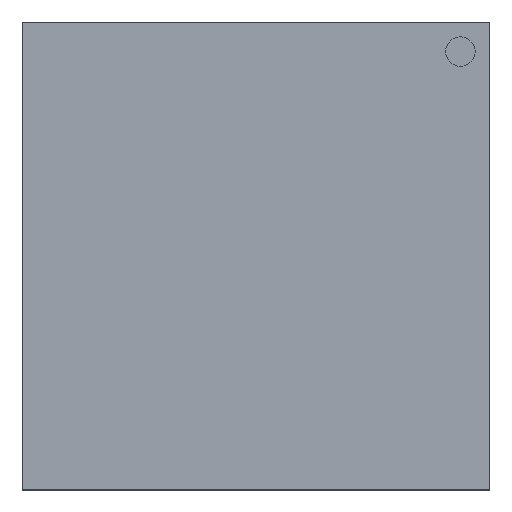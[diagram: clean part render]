
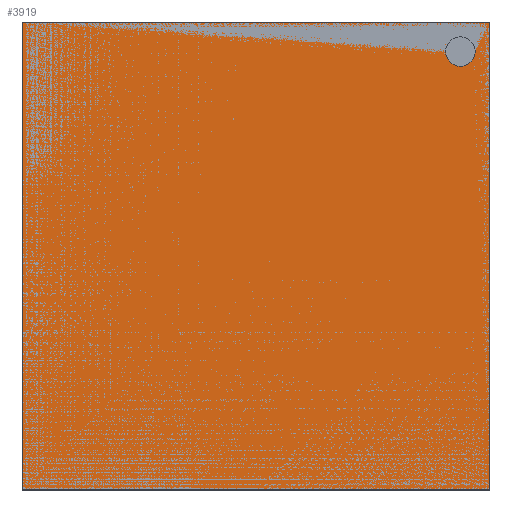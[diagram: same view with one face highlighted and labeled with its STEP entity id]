
A CAD part, top view. The second image highlights one B-rep face of the part: STEP entity #3919.
In plain terms, the highlighted planar face has unit normal (0, 0, 1).
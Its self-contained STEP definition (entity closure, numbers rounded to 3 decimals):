
#3919 = ADVANCED_FACE('',(#3920,#4039),#3934,.T.);
#3920 = FACE_BOUND('',#3921,.T.);
#3921 = EDGE_LOOP('',(#3922,#3957,#3985,#4013));
#3922 = ORIENTED_EDGE('',*,*,#3923,.T.);
#3923 = EDGE_CURVE('',#3924,#3926,#3928,.T.);
#3924 = VERTEX_POINT('',#3925);
#3925 = CARTESIAN_POINT('',(-9.5,9.5,1.53));
#3926 = VERTEX_POINT('',#3927);
#3927 = CARTESIAN_POINT('',(-9.5,-9.5,1.53));
#3928 = SURFACE_CURVE('',#3929,(#3933,#3945),.PCURVE_S1.);
#3929 = LINE('',#3930,#3931);
#3930 = CARTESIAN_POINT('',(-9.5,9.5,1.53));
#3931 = VECTOR('',#3932,1.);
#3932 = DIRECTION('',(0.,-1.,0.));
#3933 = PCURVE('',#3934,#3939);
#3934 = PLANE('',#3935);
#3935 = AXIS2_PLACEMENT_3D('',#3936,#3937,#3938);
#3936 = CARTESIAN_POINT('',(-9.5,9.5,1.53));
#3937 = DIRECTION('',(0.,0.,1.));
#3938 = DIRECTION('',(1.,0.,0.));
#3939 = DEFINITIONAL_REPRESENTATION('',(#3940),#3944);
#3940 = LINE('',#3941,#3942);
#3941 = CARTESIAN_POINT('',(0.,0.));
#3942 = VECTOR('',#3943,1.);
#3943 = DIRECTION('',(0.,-1.));
#3944 = ( GEOMETRIC_REPRESENTATION_CONTEXT(2) 
PARAMETRIC_REPRESENTATION_CONTEXT() REPRESENTATION_CONTEXT('2D SPACE',''
  ) );
#3945 = PCURVE('',#3946,#3951);
#3946 = PLANE('',#3947);
#3947 = AXIS2_PLACEMENT_3D('',#3948,#3949,#3950);
#3948 = CARTESIAN_POINT('',(-9.5,9.5,0.2));
#3949 = DIRECTION('',(-1.,0.,0.));
#3950 = DIRECTION('',(0.,0.,1.));
#3951 = DEFINITIONAL_REPRESENTATION('',(#3952),#3956);
#3952 = LINE('',#3953,#3954);
#3953 = CARTESIAN_POINT('',(1.33,0.));
#3954 = VECTOR('',#3955,1.);
#3955 = DIRECTION('',(0.,-1.));
#3956 = ( GEOMETRIC_REPRESENTATION_CONTEXT(2) 
PARAMETRIC_REPRESENTATION_CONTEXT() REPRESENTATION_CONTEXT('2D SPACE',''
  ) );
#3957 = ORIENTED_EDGE('',*,*,#3958,.T.);
#3958 = EDGE_CURVE('',#3926,#3959,#3961,.T.);
#3959 = VERTEX_POINT('',#3960);
#3960 = CARTESIAN_POINT('',(9.5,-9.5,1.53));
#3961 = SURFACE_CURVE('',#3962,(#3966,#3973),.PCURVE_S1.);
#3962 = LINE('',#3963,#3964);
#3963 = CARTESIAN_POINT('',(-9.5,-9.5,1.53));
#3964 = VECTOR('',#3965,1.);
#3965 = DIRECTION('',(1.,0.,0.));
#3966 = PCURVE('',#3934,#3967);
#3967 = DEFINITIONAL_REPRESENTATION('',(#3968),#3972);
#3968 = LINE('',#3969,#3970);
#3969 = CARTESIAN_POINT('',(0.,-19.));
#3970 = VECTOR('',#3971,1.);
#3971 = DIRECTION('',(1.,0.));
#3972 = ( GEOMETRIC_REPRESENTATION_CONTEXT(2) 
PARAMETRIC_REPRESENTATION_CONTEXT() REPRESENTATION_CONTEXT('2D SPACE',''
  ) );
#3973 = PCURVE('',#3974,#3979);
#3974 = PLANE('',#3975);
#3975 = AXIS2_PLACEMENT_3D('',#3976,#3977,#3978);
#3976 = CARTESIAN_POINT('',(0.,-9.5,0.865));
#3977 = DIRECTION('',(0.,1.,0.));
#3978 = DIRECTION('',(0.,0.,1.));
#3979 = DEFINITIONAL_REPRESENTATION('',(#3980),#3984);
#3980 = LINE('',#3981,#3982);
#3981 = CARTESIAN_POINT('',(0.665,-9.5));
#3982 = VECTOR('',#3983,1.);
#3983 = DIRECTION('',(0.,1.));
#3984 = ( GEOMETRIC_REPRESENTATION_CONTEXT(2) 
PARAMETRIC_REPRESENTATION_CONTEXT() REPRESENTATION_CONTEXT('2D SPACE',''
  ) );
#3985 = ORIENTED_EDGE('',*,*,#3986,.F.);
#3986 = EDGE_CURVE('',#3987,#3959,#3989,.T.);
#3987 = VERTEX_POINT('',#3988);
#3988 = CARTESIAN_POINT('',(9.5,9.5,1.53));
#3989 = SURFACE_CURVE('',#3990,(#3994,#4001),.PCURVE_S1.);
#3990 = LINE('',#3991,#3992);
#3991 = CARTESIAN_POINT('',(9.5,9.5,1.53));
#3992 = VECTOR('',#3993,1.);
#3993 = DIRECTION('',(0.,-1.,0.));
#3994 = PCURVE('',#3934,#3995);
#3995 = DEFINITIONAL_REPRESENTATION('',(#3996),#4000);
#3996 = LINE('',#3997,#3998);
#3997 = CARTESIAN_POINT('',(19.,0.));
#3998 = VECTOR('',#3999,1.);
#3999 = DIRECTION('',(0.,-1.));
#4000 = ( GEOMETRIC_REPRESENTATION_CONTEXT(2) 
PARAMETRIC_REPRESENTATION_CONTEXT() REPRESENTATION_CONTEXT('2D SPACE',''
  ) );
#4001 = PCURVE('',#4002,#4007);
#4002 = PLANE('',#4003);
#4003 = AXIS2_PLACEMENT_3D('',#4004,#4005,#4006);
#4004 = CARTESIAN_POINT('',(9.5,9.5,1.53));
#4005 = DIRECTION('',(1.,0.,0.));
#4006 = DIRECTION('',(0.,0.,-1.));
#4007 = DEFINITIONAL_REPRESENTATION('',(#4008),#4012);
#4008 = LINE('',#4009,#4010);
#4009 = CARTESIAN_POINT('',(0.,0.));
#4010 = VECTOR('',#4011,1.);
#4011 = DIRECTION('',(0.,-1.));
#4012 = ( GEOMETRIC_REPRESENTATION_CONTEXT(2) 
PARAMETRIC_REPRESENTATION_CONTEXT() REPRESENTATION_CONTEXT('2D SPACE',''
  ) );
#4013 = ORIENTED_EDGE('',*,*,#4014,.F.);
#4014 = EDGE_CURVE('',#3924,#3987,#4015,.T.);
#4015 = SURFACE_CURVE('',#4016,(#4020,#4027),.PCURVE_S1.);
#4016 = LINE('',#4017,#4018);
#4017 = CARTESIAN_POINT('',(-9.5,9.5,1.53));
#4018 = VECTOR('',#4019,1.);
#4019 = DIRECTION('',(1.,0.,0.));
#4020 = PCURVE('',#3934,#4021);
#4021 = DEFINITIONAL_REPRESENTATION('',(#4022),#4026);
#4022 = LINE('',#4023,#4024);
#4023 = CARTESIAN_POINT('',(0.,0.));
#4024 = VECTOR('',#4025,1.);
#4025 = DIRECTION('',(1.,0.));
#4026 = ( GEOMETRIC_REPRESENTATION_CONTEXT(2) 
PARAMETRIC_REPRESENTATION_CONTEXT() REPRESENTATION_CONTEXT('2D SPACE',''
  ) );
#4027 = PCURVE('',#4028,#4033);
#4028 = PLANE('',#4029);
#4029 = AXIS2_PLACEMENT_3D('',#4030,#4031,#4032);
#4030 = CARTESIAN_POINT('',(0.,9.5,0.865));
#4031 = DIRECTION('',(0.,1.,0.));
#4032 = DIRECTION('',(0.,0.,1.));
#4033 = DEFINITIONAL_REPRESENTATION('',(#4034),#4038);
#4034 = LINE('',#4035,#4036);
#4035 = CARTESIAN_POINT('',(0.665,-9.5));
#4036 = VECTOR('',#4037,1.);
#4037 = DIRECTION('',(0.,1.));
#4038 = ( GEOMETRIC_REPRESENTATION_CONTEXT(2) 
PARAMETRIC_REPRESENTATION_CONTEXT() REPRESENTATION_CONTEXT('2D SPACE',''
  ) );
#4039 = FACE_BOUND('',#4040,.T.);
#4040 = EDGE_LOOP('',(#4041));
#4041 = ORIENTED_EDGE('',*,*,#4042,.F.);
#4042 = EDGE_CURVE('',#4043,#4043,#4045,.T.);
#4043 = VERTEX_POINT('',#4044);
#4044 = CARTESIAN_POINT('',(7.7,8.3,1.53));
#4045 = SURFACE_CURVE('',#4046,(#4051,#4058),.PCURVE_S1.);
#4046 = CIRCLE('',#4047,0.6);
#4047 = AXIS2_PLACEMENT_3D('',#4048,#4049,#4050);
#4048 = CARTESIAN_POINT('',(8.3,8.3,1.53));
#4049 = DIRECTION('',(0.,0.,1.));
#4050 = DIRECTION('',(-1.,0.,0.));
#4051 = PCURVE('',#3934,#4052);
#4052 = DEFINITIONAL_REPRESENTATION('',(#4053),#4057);
#4053 = CIRCLE('',#4054,0.6);
#4054 = AXIS2_PLACEMENT_2D('',#4055,#4056);
#4055 = CARTESIAN_POINT('',(17.8,-1.2));
#4056 = DIRECTION('',(-1.,0.));
#4057 = ( GEOMETRIC_REPRESENTATION_CONTEXT(2) 
PARAMETRIC_REPRESENTATION_CONTEXT() REPRESENTATION_CONTEXT('2D SPACE',''
  ) );
#4058 = PCURVE('',#4059,#4064);
#4059 = CYLINDRICAL_SURFACE('',#4060,0.6);
#4060 = AXIS2_PLACEMENT_3D('',#4061,#4062,#4063);
#4061 = CARTESIAN_POINT('',(8.3,8.3,1.53));
#4062 = DIRECTION('',(0.,0.,1.));
#4063 = DIRECTION('',(-1.,0.,0.));
#4064 = DEFINITIONAL_REPRESENTATION('',(#4065),#4068);
#4065 = B_SPLINE_CURVE_WITH_KNOTS('',1,(#4066,#4067),.UNSPECIFIED.,.F.,
  .F.,(2,2),(0.,6.283),.PIECEWISE_BEZIER_KNOTS.);
#4066 = CARTESIAN_POINT('',(0.,0.));
#4067 = CARTESIAN_POINT('',(6.283,0.));
#4068 = ( GEOMETRIC_REPRESENTATION_CONTEXT(2) 
PARAMETRIC_REPRESENTATION_CONTEXT() REPRESENTATION_CONTEXT('2D SPACE',''
  ) );
